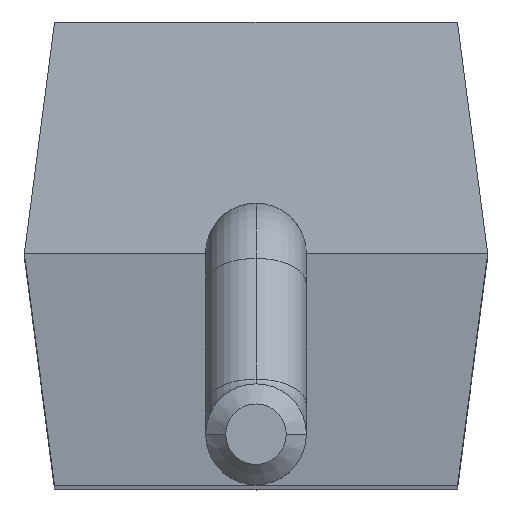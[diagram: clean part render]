
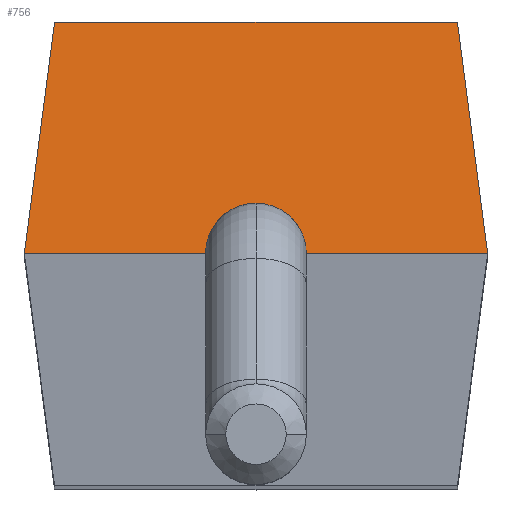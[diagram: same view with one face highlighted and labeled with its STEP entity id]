
A CAD part, top view. The second image highlights one B-rep face of the part: STEP entity #756.
In plain terms, the highlighted planar face has unit normal (0, 0.129, 0.992).
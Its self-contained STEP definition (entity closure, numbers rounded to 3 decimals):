
#10 = DIRECTION ( 'NONE',  ( 1., 0., 0. ) ) ;
#19 = EDGE_CURVE ( 'NONE', #838, #355, #1040, .T. ) ;
#35 = ORIENTED_EDGE ( 'NONE', *, *, #393, .F. ) ;
#48 = PLANE ( 'NONE',  #536 ) ;
#50 = FACE_OUTER_BOUND ( 'NONE', #1054, .T. ) ;
#97 = LINE ( 'NONE', #806, #953 ) ;
#117 = CARTESIAN_POINT ( 'NONE',  ( 0.146, 1.4, 5.717 ) ) ;
#148 = DIRECTION ( 'NONE',  ( 0., -0.129, -0.992 ) ) ;
#160 = DIRECTION ( 'NONE',  ( 0., 0.992, -0.129 ) ) ;
#208 = CARTESIAN_POINT ( 'NONE',  ( -0.25, 1.15, 5.75 ) ) ;
#304 = CARTESIAN_POINT ( 'NONE',  ( 1., 2.3, 5.6 ) ) ;
#316 = CARTESIAN_POINT ( 'NONE',  ( 0., 1.4, 5.717 ) ) ;
#355 = VERTEX_POINT ( 'NONE', #304 ) ;
#376 = DIRECTION ( 'NONE',  ( 1., 0., 0. ) ) ;
#393 = EDGE_CURVE ( 'NONE', #1444, #838, #1109, .T. ) ;
#402 = VERTEX_POINT ( 'NONE', #852 ) ;
#426 = CARTESIAN_POINT ( 'NONE',  ( -1.002, 2.281, 5.602 ) ) ;
#468 = CARTESIAN_POINT ( 'NONE',  ( -1.15, 1.15, 5.75 ) ) ;
#534 = VECTOR ( 'NONE', #376, 1000. ) ;
#536 = AXIS2_PLACEMENT_3D ( 'NONE', #607, #148, #160 ) ;
#555 = VERTEX_POINT ( 'NONE', #896 ) ;
#566 = CARTESIAN_POINT ( 'NONE',  ( 0.25, 1.296, 5.731 ) ) ;
#572 = EDGE_CURVE ( 'NONE', #1232, #402, #821, .T. ) ;
#580 = LINE ( 'NONE', #1242, #1425 ) ;
#600 = ORIENTED_EDGE ( 'NONE', *, *, #19, .F. ) ;
#607 = CARTESIAN_POINT ( 'NONE',  ( -11., 1.15, 5.75 ) ) ;
#619 = ORIENTED_EDGE ( 'NONE', *, *, #1166, .F. ) ;
#620 = EDGE_CURVE ( 'NONE', #1444, #897, #580, .T. ) ;
#677 = DIRECTION ( 'NONE',  ( 1., 0., 0. ) ) ;
#698 = DIRECTION ( 'NONE',  ( 0.128, -0.983, 0.128 ) ) ;
#705 = VECTOR ( 'NONE', #1293, 1000. ) ;
#706 = CARTESIAN_POINT ( 'NONE',  ( -11., 2.3, 5.6 ) ) ;
#714 =( BOUNDED_CURVE ( )  B_SPLINE_CURVE ( 3, ( #316, #763, #879, #208 ),
 .UNSPECIFIED., .F., .F. ) 
 B_SPLINE_CURVE_WITH_KNOTS ( ( 4, 4 ),
 ( 0., 1.571 ),
 .UNSPECIFIED. ) 
 CURVE ( )  GEOMETRIC_REPRESENTATION_ITEM ( )  RATIONAL_B_SPLINE_CURVE ( ( 1., 0.805, 0.805, 1. ) ) 
 REPRESENTATION_ITEM ( '' )  );
#756 = ADVANCED_FACE ( 'NONE', ( #50 ), #48, .F. ) ;
#763 = CARTESIAN_POINT ( 'NONE',  ( -0.146, 1.4, 5.717 ) ) ;
#806 = CARTESIAN_POINT ( 'NONE',  ( 1.15, 1.15, 5.75 ) ) ;
#821 =( BOUNDED_CURVE ( )  B_SPLINE_CURVE ( 3, ( #1344, #566, #117, #902 ),
 .UNSPECIFIED., .F., .T. ) 
 B_SPLINE_CURVE_WITH_KNOTS ( ( 4, 4 ),
 ( 4.712, 6.283 ),
 .UNSPECIFIED. ) 
 CURVE ( )  GEOMETRIC_REPRESENTATION_ITEM ( )  RATIONAL_B_SPLINE_CURVE ( ( 1., 0.805, 0.805, 1. ) ) 
 REPRESENTATION_ITEM ( '' )  );
#825 = CARTESIAN_POINT ( 'NONE',  ( -1., 2.3, 5.6 ) ) ;
#838 = VERTEX_POINT ( 'NONE', #825 ) ;
#852 = CARTESIAN_POINT ( 'NONE',  ( 0., 1.4, 5.717 ) ) ;
#879 = CARTESIAN_POINT ( 'NONE',  ( -0.25, 1.296, 5.731 ) ) ;
#896 = CARTESIAN_POINT ( 'NONE',  ( 1.15, 1.15, 5.75 ) ) ;
#897 = VERTEX_POINT ( 'NONE', #1099 ) ;
#901 = CARTESIAN_POINT ( 'NONE',  ( -11., 1.15, 5.75 ) ) ;
#902 = CARTESIAN_POINT ( 'NONE',  ( 0., 1.4, 5.717 ) ) ;
#905 = LINE ( 'NONE', #901, #1167 ) ;
#921 = EDGE_CURVE ( 'NONE', #402, #897, #714, .T. ) ;
#953 = VECTOR ( 'NONE', #698, 1000. ) ;
#998 = ORIENTED_EDGE ( 'NONE', *, *, #921, .F. ) ;
#1016 = ORIENTED_EDGE ( 'NONE', *, *, #572, .F. ) ;
#1022 = EDGE_CURVE ( 'NONE', #1232, #555, #905, .T. ) ;
#1040 = LINE ( 'NONE', #706, #534 ) ;
#1054 = EDGE_LOOP ( 'NONE', ( #1016, #1299, #619, #600, #35, #1104, #998 ) ) ;
#1099 = CARTESIAN_POINT ( 'NONE',  ( -0.25, 1.15, 5.75 ) ) ;
#1104 = ORIENTED_EDGE ( 'NONE', *, *, #620, .T. ) ;
#1109 = LINE ( 'NONE', #426, #705 ) ;
#1166 = EDGE_CURVE ( 'NONE', #355, #555, #97, .T. ) ;
#1167 = VECTOR ( 'NONE', #677, 1000. ) ;
#1232 = VERTEX_POINT ( 'NONE', #1307 ) ;
#1242 = CARTESIAN_POINT ( 'NONE',  ( -11., 1.15, 5.75 ) ) ;
#1293 = DIRECTION ( 'NONE',  ( 0.128, 0.983, -0.128 ) ) ;
#1299 = ORIENTED_EDGE ( 'NONE', *, *, #1022, .T. ) ;
#1307 = CARTESIAN_POINT ( 'NONE',  ( 0.25, 1.15, 5.75 ) ) ;
#1344 = CARTESIAN_POINT ( 'NONE',  ( 0.25, 1.15, 5.75 ) ) ;
#1425 = VECTOR ( 'NONE', #10, 1000. ) ;
#1444 = VERTEX_POINT ( 'NONE', #468 ) ;
